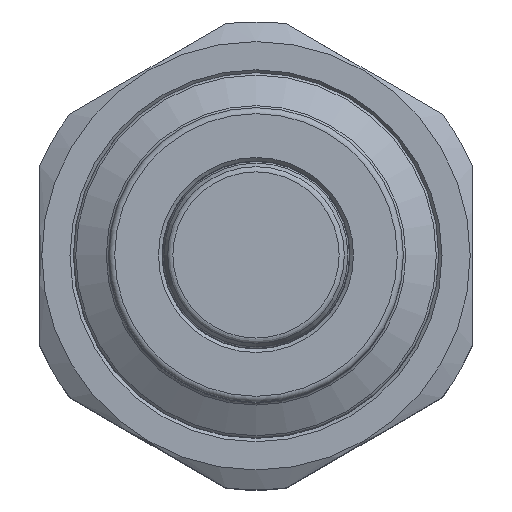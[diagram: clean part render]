
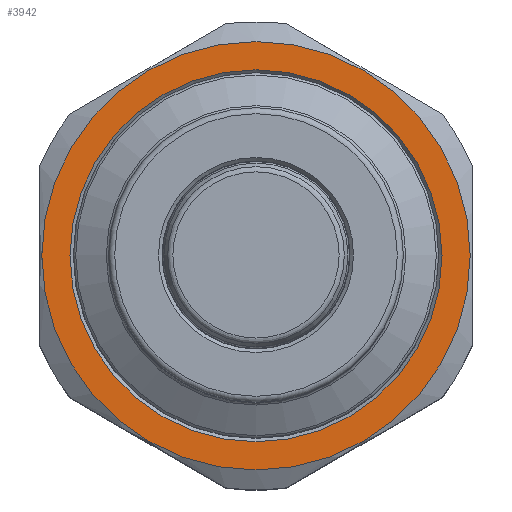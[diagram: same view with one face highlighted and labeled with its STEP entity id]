
A CAD part, top view. The second image highlights one B-rep face of the part: STEP entity #3942.
In plain terms, the highlighted planar face has unit normal (0, 0, 1).
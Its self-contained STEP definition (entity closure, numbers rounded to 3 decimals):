
#33=FACE_BOUND('',#645,.T.);
#119=PLANE('',#4411);
#399=FACE_OUTER_BOUND('',#644,.T.);
#644=EDGE_LOOP('',(#3459));
#645=EDGE_LOOP('',(#3460));
#778=CIRCLE('',#4221,15.5);
#868=CIRCLE('',#4380,17.85);
#1663=VERTEX_POINT('',#8878);
#1803=VERTEX_POINT('',#9476);
#2154=EDGE_CURVE('',#1663,#1663,#778,.T.);
#2388=EDGE_CURVE('',#1803,#1803,#868,.T.);
#3459=ORIENTED_EDGE('',*,*,#2388,.F.);
#3460=ORIENTED_EDGE('',*,*,#2154,.T.);
#3942=ADVANCED_FACE('',(#399,#33),#119,.T.);
#4221=AXIS2_PLACEMENT_3D('',#8880,#5002,#5003);
#4380=AXIS2_PLACEMENT_3D('',#9478,#5422,#5423);
#4411=AXIS2_PLACEMENT_3D('',#9517,#5485,#5486);
#5002=DIRECTION('center_axis',(0.,0.,-1.));
#5003=DIRECTION('ref_axis',(0.,1.,0.));
#5422=DIRECTION('center_axis',(0.,0.,-1.));
#5423=DIRECTION('ref_axis',(-1.,0.,0.));
#5485=DIRECTION('center_axis',(0.,0.,1.));
#5486=DIRECTION('ref_axis',(1.,0.,0.));
#8878=CARTESIAN_POINT('',(0.,15.5,14.));
#8880=CARTESIAN_POINT('Origin',(0.,0.,14.));
#9476=CARTESIAN_POINT('',(17.85,0.,14.));
#9478=CARTESIAN_POINT('Origin',(0.,0.,14.));
#9517=CARTESIAN_POINT('Origin',(0.,20.785,14.));
